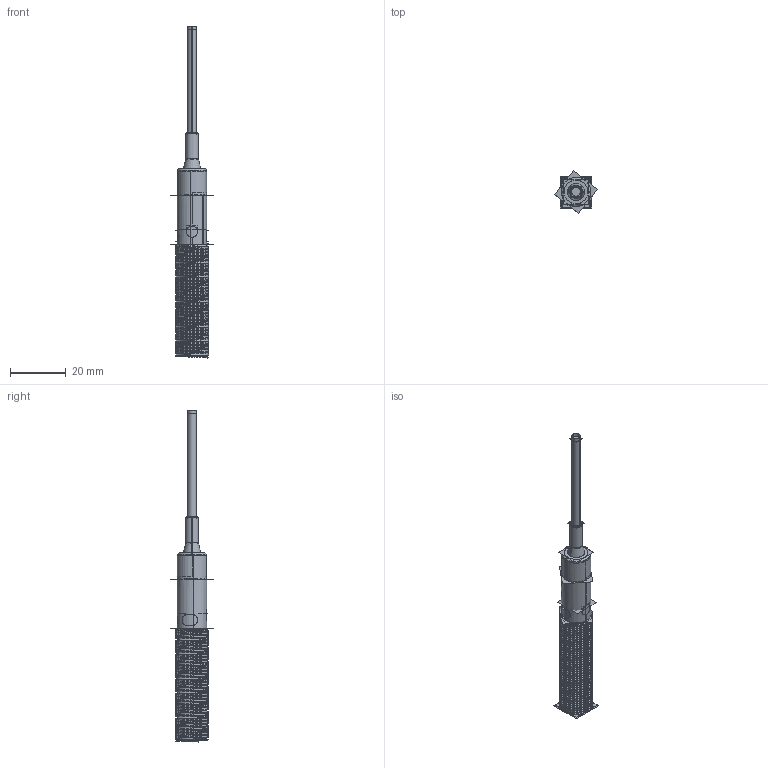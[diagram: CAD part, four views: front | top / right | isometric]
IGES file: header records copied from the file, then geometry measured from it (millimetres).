
Start section:  PTC IGES file: 137701_sm01.igs
Global section: file name: 137701_sm01.igs; native system: Creo Parametric by PTC Inc.; preprocessor: 2019292; author: PDMAdmin; organization: Unknown; date: 20220330.081218; units: millimetre
Bounding box: 15.43 x 15.43 x 119.29 mm (x, y, z)
Volume: 7062.3 mm3; surface area: 25054.2 mm2
Topology: 3 solids, 3 shells, 360 faces, 1944 edges, 2507 vertices
Faces by surface type: revolution 244, bspline 116
